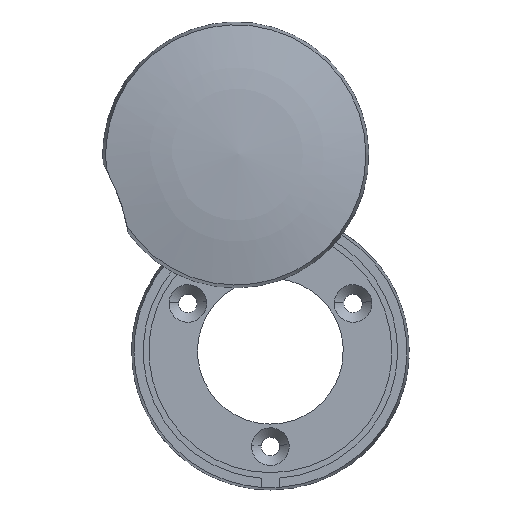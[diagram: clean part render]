
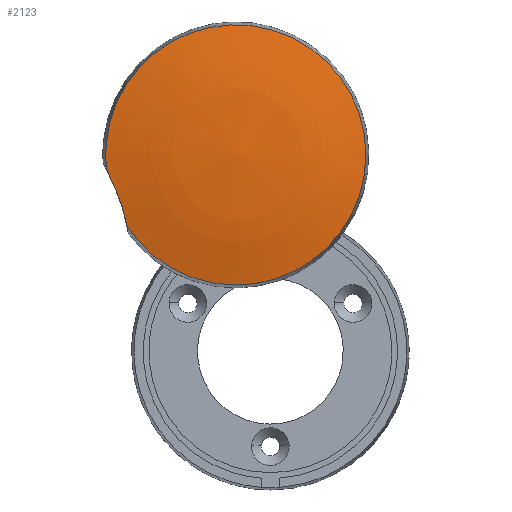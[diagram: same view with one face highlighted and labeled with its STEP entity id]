
A CAD part, front view. The second image highlights one B-rep face of the part: STEP entity #2123.
In plain terms, the highlighted free-form (B-spline) face has degree [2, 2] with [4, 4] control points.
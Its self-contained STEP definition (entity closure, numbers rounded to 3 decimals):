
#1872=CARTESIAN_POINT('',(21.889,-11.,5.206));
#1873=VERTEX_POINT('',#1872);
#1874=CARTESIAN_POINT('',(21.889,-11.,-5.206));
#1875=VERTEX_POINT('',#1874);
#1876=CARTESIAN_POINT('',(21.889,-11.,5.206));
#1877=CARTESIAN_POINT('',(21.759,-11.074,4.339));
#1878=CARTESIAN_POINT('',(21.662,-11.129,3.471));
#1879=CARTESIAN_POINT('',(21.532,-11.202,1.735));
#1880=CARTESIAN_POINT('',(21.468,-11.238,0.));
#1881=CARTESIAN_POINT('',(21.532,-11.202,-1.735));
#1882=CARTESIAN_POINT('',(21.662,-11.129,-3.471));
#1883=CARTESIAN_POINT('',(21.759,-11.074,-4.339));
#1884=CARTESIAN_POINT('',(21.889,-11.,-5.206));
#1885=B_SPLINE_CURVE_WITH_KNOTS('',3,(#1876,#1877,#1878,#1879,#1880,#1881,#1882,#1883,#1884),.UNSPECIFIED.,.F.,.U.,(4,2,1,2,4),(0.0,0.25,0.5,0.75,1.0),.UNSPECIFIED.);
#1886=EDGE_CURVE('',#1873,#1875,#1885,.T.);
#2072=CARTESIAN_POINT('',(21.889,-11.,5.206));
#2073=CARTESIAN_POINT('',(17.258,-11.,24.678));
#2074=CARTESIAN_POINT('',(-2.621,-11.,22.347));
#2075=CARTESIAN_POINT('',(-22.5,-11.,20.015));
#2076=CARTESIAN_POINT('',(-22.5,-11.,0.));
#2077=CARTESIAN_POINT('',(-22.5,-11.,-20.015));
#2078=CARTESIAN_POINT('',(-2.621,-11.,-22.347));
#2079=CARTESIAN_POINT('',(17.258,-11.,-24.678));
#2080=CARTESIAN_POINT('',(21.889,-11.,-5.206));
#2088=(BOUNDED_CURVE()B_SPLINE_CURVE(2,(#2072,#2073,#2074,#2075,#2076,#2077,#2078,#2079,#2080),.UNSPECIFIED.,.F.,.U.)B_SPLINE_CURVE_WITH_KNOTS((3,2,2,2,3),(0.0,0.25,0.5,0.75,1.0),.UNSPECIFIED.)CURVE()GEOMETRIC_REPRESENTATION_ITEM()RATIONAL_B_SPLINE_CURVE((1.0,0.747,1.0,0.747,1.0,0.747,1.0,0.747,1.0))REPRESENTATION_ITEM(''));
#2089=EDGE_CURVE('',#1873,#1875,#2088,.T.);
#2095=CARTESIAN_POINT('',(-24.291,-7.56,-24.337));
#2096=CARTESIAN_POINT('',(-12.569,-10.423,-24.68));
#2097=CARTESIAN_POINT('',(11.781,-10.545,-24.68));
#2098=CARTESIAN_POINT('',(23.72,-7.705,-24.326));
#2099=CARTESIAN_POINT('',(-24.656,-10.49,-12.348));
#2100=CARTESIAN_POINT('',(-12.764,-13.438,-12.524));
#2101=CARTESIAN_POINT('',(11.949,-13.561,-12.524));
#2102=CARTESIAN_POINT('',(24.062,-10.636,-12.342));
#2103=CARTESIAN_POINT('',(-24.656,-10.49,12.348));
#2104=CARTESIAN_POINT('',(-12.764,-13.438,12.524));
#2105=CARTESIAN_POINT('',(11.949,-13.561,12.524));
#2106=CARTESIAN_POINT('',(24.062,-10.636,12.342));
#2107=CARTESIAN_POINT('',(-24.291,-7.56,24.337));
#2108=CARTESIAN_POINT('',(-12.569,-10.423,24.68));
#2109=CARTESIAN_POINT('',(11.781,-10.545,24.68));
#2110=CARTESIAN_POINT('',(23.72,-7.705,24.326));
#2118=(BOUNDED_SURFACE()B_SPLINE_SURFACE(2,2,((#2095,#2099,#2103,#2107),(#2096,#2100,#2104,#2108),(#2097,#2101,#2105,#2109),(#2098,#2102,#2106,#2110)),.UNSPECIFIED.,.F.,.F.,.U.)B_SPLINE_SURFACE_WITH_KNOTS((3,1,3),(3,1,3),(26.335,50.085,74.239),(25.808,50.085,74.362),.UNSPECIFIED.)GEOMETRIC_REPRESENTATION_ITEM()RATIONAL_B_SPLINE_SURFACE(((1.029,1.014,1.014,1.029),(1.015,1.0,1.0,1.015),(1.015,1.0,1.0,1.015),(1.03,1.015,1.015,1.03)))REPRESENTATION_ITEM('')SURFACE());
#2119=ORIENTED_EDGE('',*,*,#1886,.F.);
#2120=ORIENTED_EDGE('',*,*,#2089,.T.);
#2121=EDGE_LOOP('',(#2119,#2120));
#2122=FACE_OUTER_BOUND('',#2121,.T.);
#2123=ADVANCED_FACE('',(#2122),#2118,.T.);
